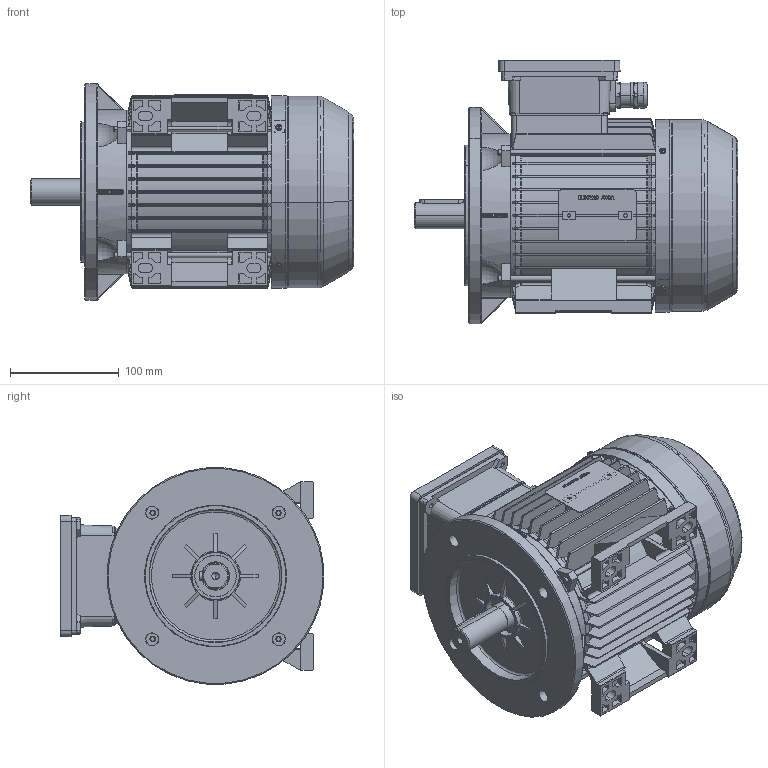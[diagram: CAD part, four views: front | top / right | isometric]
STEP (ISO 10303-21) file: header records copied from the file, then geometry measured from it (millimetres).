
FILE_DESCRIPTION (( 'STEP AP214' ), '1' );
FILE_NAME ('FCAP 90S-B3 B5-IC411-2-4-6-8 POLES-TB TOP.STEP', '2024-09-20T07:25:30', ( '' ), ( '' ), 'SwSTEP 2.0', 'SolidWorks 2024', '' );
FILE_SCHEMA (( 'AUTOMOTIVE_DESIGN' ));
Length unit declared in the file: millimetre
Products named in the file (16): Coprimorsettiera 90_STANDARD DEFINITIVO-1 FORO CENTRALE M20; parallel_din_Parallel key A8 x 7 x 40 DIN 6885; Flangia FC90 B3B5_Cuscinetto_6205; Ventola 90; Guarnizione scatola-coperchio 90; Guarnizione scatola-motore 90; Scudo C90 Ant. e Post.; PRESSACAVO M20; Targhetta motore_LAMIERA ALLUMINIO; Copriventola 90; Coperchio scatola morsetti 90; Carcassa C90S-B3-bas-sup; FCAP 90S-B3 B5-IC411-2-4-6-8 POLES-TB TOP; pan head cross recess screw_iso_ISO 7045 - M3 x 10 - Z --- 10C; Tirante 90S - B14_90L B5; Albero C-FC90S
Assembly tree (21 placements, depth 2):
  FCAP 90S-B3 B5-IC411-2-4-6-8 POLES-TB TOP
    Albero C-FC90S
    Scudo C90 Ant. e Post.
    Flangia FC90 B3B5_Cuscinetto_6205
    Ventola 90
    Copriventola 90
    parallel_din_Parallel key A8 x 7 x 40 DIN 6885
    pan head cross recess screw_iso_ISO 7045 - M3 x 10 - Z --- 10C  x4
    Tirante 90S - B14_90L B5  x4
    Targhetta motore_LAMIERA ALLUMINIO
    PRESSACAVO M20
    Guarnizione scatola-coperchio 90
    Carcassa C90S-B3-bas-sup
    Guarnizione scatola-motore 90
    Coprimorsettiera 90_STANDARD DEFINITIVO-1 FORO CENTRALE M20
    Coperchio scatola morsetti 90
Bounding box: 297.87 x 242.62 x 199.24 mm (x, y, z)
Volume: 1363037 mm3; surface area: 809804.4 mm2
Topology: 21 solids, 22 shells, 3909 faces, 10552 edges, 6631 vertices
Faces by surface type: plane 1620, cylinder 907, bspline 470, cone 468, torus 430, sphere 14
Entity records: 140350 total; most frequent: CARTESIAN_POINT 49886, ORIENTED_EDGE 20088, DIRECTION 17269, EDGE_CURVE 10044, VERTEX_POINT 6385, AXIS2_PLACEMENT_3D 6257, LINE 4755, VECTOR 4755
